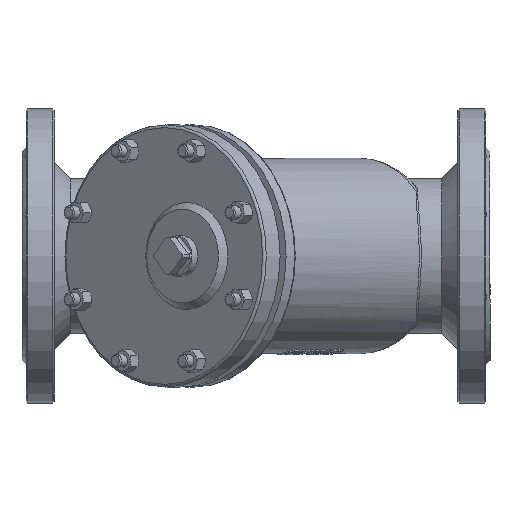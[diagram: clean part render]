
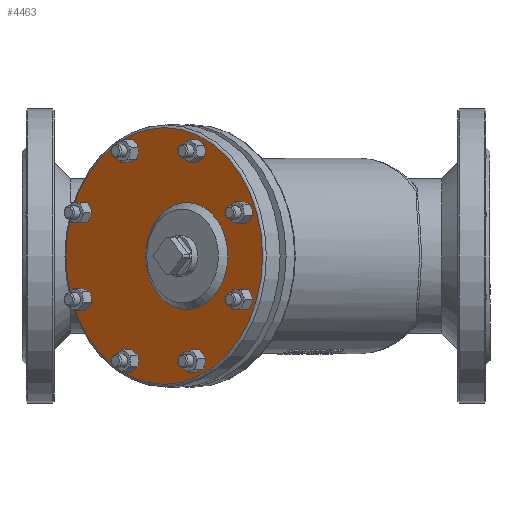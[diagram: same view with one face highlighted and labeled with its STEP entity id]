
A CAD part, front view. The second image highlights one B-rep face of the part: STEP entity #4463.
In plain terms, the highlighted planar face has unit normal (-0.643, -0.766, 0).
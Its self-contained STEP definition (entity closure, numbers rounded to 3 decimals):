
#139=FACE_BOUND('',#883,.T.);
#140=FACE_BOUND('',#884,.T.);
#141=FACE_BOUND('',#885,.T.);
#142=FACE_BOUND('',#886,.T.);
#143=FACE_BOUND('',#887,.T.);
#144=FACE_BOUND('',#888,.T.);
#145=FACE_BOUND('',#889,.T.);
#146=FACE_BOUND('',#890,.T.);
#147=FACE_BOUND('',#891,.T.);
#359=PLANE('',#4864);
#625=FACE_OUTER_BOUND('',#882,.T.);
#882=EDGE_LOOP('',(#3301));
#883=EDGE_LOOP('',(#3302));
#884=EDGE_LOOP('',(#3303));
#885=EDGE_LOOP('',(#3304));
#886=EDGE_LOOP('',(#3305));
#887=EDGE_LOOP('',(#3306));
#888=EDGE_LOOP('',(#3307));
#889=EDGE_LOOP('',(#3308));
#890=EDGE_LOOP('',(#3309));
#891=EDGE_LOOP('',(#3310));
#1471=CIRCLE('',#4858,96.);
#1476=CIRCLE('',#4865,5.);
#1477=CIRCLE('',#4866,5.);
#1478=CIRCLE('',#4867,5.);
#1479=CIRCLE('',#4868,5.);
#1480=CIRCLE('',#4869,5.);
#1481=CIRCLE('',#4870,5.);
#1482=CIRCLE('',#4871,5.);
#1483=CIRCLE('',#4872,5.);
#1484=CIRCLE('',#4873,40.);
#1873=VERTEX_POINT('',#8162);
#1877=VERTEX_POINT('',#8174);
#1878=VERTEX_POINT('',#8176);
#1879=VERTEX_POINT('',#8178);
#1880=VERTEX_POINT('',#8180);
#1881=VERTEX_POINT('',#8182);
#1882=VERTEX_POINT('',#8184);
#1883=VERTEX_POINT('',#8186);
#1884=VERTEX_POINT('',#8188);
#1885=VERTEX_POINT('',#8190);
#2388=EDGE_CURVE('',#1873,#1873,#1471,.T.);
#2394=EDGE_CURVE('',#1877,#1877,#1476,.T.);
#2395=EDGE_CURVE('',#1878,#1878,#1477,.T.);
#2396=EDGE_CURVE('',#1879,#1879,#1478,.T.);
#2397=EDGE_CURVE('',#1880,#1880,#1479,.T.);
#2398=EDGE_CURVE('',#1881,#1881,#1480,.T.);
#2399=EDGE_CURVE('',#1882,#1882,#1481,.T.);
#2400=EDGE_CURVE('',#1883,#1883,#1482,.T.);
#2401=EDGE_CURVE('',#1884,#1884,#1483,.T.);
#2402=EDGE_CURVE('',#1885,#1885,#1484,.T.);
#3301=ORIENTED_EDGE('',*,*,#2388,.F.);
#3302=ORIENTED_EDGE('',*,*,#2394,.T.);
#3303=ORIENTED_EDGE('',*,*,#2395,.T.);
#3304=ORIENTED_EDGE('',*,*,#2396,.T.);
#3305=ORIENTED_EDGE('',*,*,#2397,.T.);
#3306=ORIENTED_EDGE('',*,*,#2398,.T.);
#3307=ORIENTED_EDGE('',*,*,#2399,.T.);
#3308=ORIENTED_EDGE('',*,*,#2400,.T.);
#3309=ORIENTED_EDGE('',*,*,#2401,.T.);
#3310=ORIENTED_EDGE('',*,*,#2402,.T.);
#4463=ADVANCED_FACE('',(#625,#139,#140,#141,#142,#143,#144,#145,#146,#147),
#359,.T.);
#4858=AXIS2_PLACEMENT_3D('',#8163,#5728,#5729);
#4864=AXIS2_PLACEMENT_3D('',#8173,#5741,#5742);
#4865=AXIS2_PLACEMENT_3D('',#8175,#5743,#5744);
#4866=AXIS2_PLACEMENT_3D('',#8177,#5745,#5746);
#4867=AXIS2_PLACEMENT_3D('',#8179,#5747,#5748);
#4868=AXIS2_PLACEMENT_3D('',#8181,#5749,#5750);
#4869=AXIS2_PLACEMENT_3D('',#8183,#5751,#5752);
#4870=AXIS2_PLACEMENT_3D('',#8185,#5753,#5754);
#4871=AXIS2_PLACEMENT_3D('',#8187,#5755,#5756);
#4872=AXIS2_PLACEMENT_3D('',#8189,#5757,#5758);
#4873=AXIS2_PLACEMENT_3D('',#8191,#5759,#5760);
#5728=DIRECTION('center_axis',(0.643,0.766,0.));
#5729=DIRECTION('ref_axis',(-0.766,0.643,0.));
#5741=DIRECTION('center_axis',(-0.643,-0.766,0.));
#5742=DIRECTION('ref_axis',(0.,0.,1.));
#5743=DIRECTION('center_axis',(0.643,0.766,0.));
#5744=DIRECTION('ref_axis',(0.766,-0.643,0.));
#5745=DIRECTION('center_axis',(0.643,0.766,0.));
#5746=DIRECTION('ref_axis',(0.766,-0.643,0.));
#5747=DIRECTION('center_axis',(0.643,0.766,0.));
#5748=DIRECTION('ref_axis',(0.766,-0.643,0.));
#5749=DIRECTION('center_axis',(0.643,0.766,0.));
#5750=DIRECTION('ref_axis',(0.766,-0.643,0.));
#5751=DIRECTION('center_axis',(0.643,0.766,0.));
#5752=DIRECTION('ref_axis',(0.766,-0.643,0.));
#5753=DIRECTION('center_axis',(0.643,0.766,0.));
#5754=DIRECTION('ref_axis',(0.766,-0.643,0.));
#5755=DIRECTION('center_axis',(0.643,0.766,0.));
#5756=DIRECTION('ref_axis',(0.766,-0.643,0.));
#5757=DIRECTION('center_axis',(0.643,0.766,0.));
#5758=DIRECTION('ref_axis',(0.766,-0.643,0.));
#5759=DIRECTION('center_axis',(0.643,0.766,0.));
#5760=DIRECTION('ref_axis',(0.766,-0.643,0.));
#8162=CARTESIAN_POINT('',(-219.627,-172.36,-96.));
#8163=CARTESIAN_POINT('Origin',(-219.627,-172.36,0.));
#8173=CARTESIAN_POINT('Origin',(-219.627,-172.36,0.));
#8174=CARTESIAN_POINT('',(-198.539,-190.055,-78.53));
#8175=CARTESIAN_POINT('Origin',(-194.709,-193.269,-78.53));
#8176=CARTESIAN_POINT('',(-248.375,-148.237,78.53));
#8177=CARTESIAN_POINT('Origin',(-244.545,-151.451,78.53));
#8178=CARTESIAN_POINT('',(-163.3,-219.624,32.528));
#8179=CARTESIAN_POINT('Origin',(-159.47,-222.838,32.528));
#8180=CARTESIAN_POINT('',(-248.375,-148.237,-78.53));
#8181=CARTESIAN_POINT('Origin',(-244.545,-151.451,-78.53));
#8182=CARTESIAN_POINT('',(-163.3,-219.624,-32.528));
#8183=CARTESIAN_POINT('Origin',(-159.47,-222.838,-32.528));
#8184=CARTESIAN_POINT('',(-198.539,-190.055,78.53));
#8185=CARTESIAN_POINT('Origin',(-194.709,-193.269,78.53));
#8186=CARTESIAN_POINT('',(-283.615,-118.668,32.528));
#8187=CARTESIAN_POINT('Origin',(-279.784,-121.882,32.528));
#8188=CARTESIAN_POINT('',(-283.615,-118.668,-32.528));
#8189=CARTESIAN_POINT('Origin',(-279.784,-121.882,-32.528));
#8190=CARTESIAN_POINT('',(-172.102,-212.238,0.));
#8191=CARTESIAN_POINT('Origin',(-202.744,-186.527,0.));
